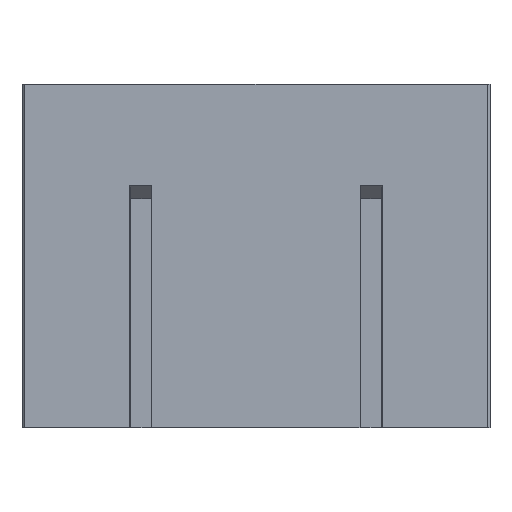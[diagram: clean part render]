
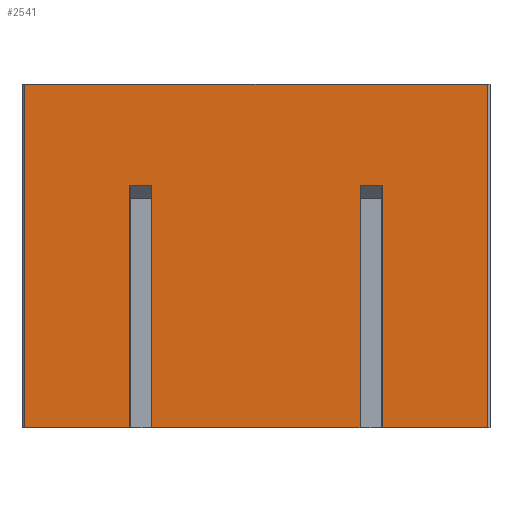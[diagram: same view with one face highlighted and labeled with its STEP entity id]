
A CAD part, front view. The second image highlights one B-rep face of the part: STEP entity #2541.
In plain terms, the highlighted planar face has unit normal (0, -1, 0).
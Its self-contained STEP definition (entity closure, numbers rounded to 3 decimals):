
#45=FACE_OUTER_BOUND('',#184,.T.);
#184=EDGE_LOOP('',(#1809,#1810,#1811,#1812,#1813,#1814,#1815,#1816,#1817,
#1818,#1819,#1820));
#358=LINE('',#3527,#724);
#366=LINE('',#3543,#732);
#374=LINE('',#3559,#740);
#449=LINE('',#3701,#815);
#451=LINE('',#3705,#817);
#452=LINE('',#3706,#818);
#453=LINE('',#3708,#819);
#454=LINE('',#3710,#820);
#455=LINE('',#3711,#821);
#456=LINE('',#3713,#822);
#457=LINE('',#3715,#823);
#458=LINE('',#3716,#824);
#724=VECTOR('',#2860,10.);
#732=VECTOR('',#2868,10.);
#740=VECTOR('',#2876,10.);
#815=VECTOR('',#2961,10.);
#817=VECTOR('',#2965,10.);
#818=VECTOR('',#2966,10.);
#819=VECTOR('',#2967,10.);
#820=VECTOR('',#2968,10.);
#821=VECTOR('',#2969,10.);
#822=VECTOR('',#2970,10.);
#823=VECTOR('',#2971,10.);
#824=VECTOR('',#2972,10.);
#1090=VERTEX_POINT('',#3524);
#1091=VERTEX_POINT('',#3526);
#1098=VERTEX_POINT('',#3540);
#1099=VERTEX_POINT('',#3542);
#1106=VERTEX_POINT('',#3556);
#1107=VERTEX_POINT('',#3558);
#1169=VERTEX_POINT('',#3699);
#1170=VERTEX_POINT('',#3704);
#1171=VERTEX_POINT('',#3707);
#1172=VERTEX_POINT('',#3709);
#1173=VERTEX_POINT('',#3712);
#1174=VERTEX_POINT('',#3714);
#1334=EDGE_CURVE('',#1091,#1090,#358,.T.);
#1342=EDGE_CURVE('',#1099,#1098,#366,.T.);
#1350=EDGE_CURVE('',#1107,#1106,#374,.T.);
#1425=EDGE_CURVE('',#1169,#1090,#449,.T.);
#1427=EDGE_CURVE('',#1170,#1169,#451,.T.);
#1428=EDGE_CURVE('',#1107,#1170,#452,.T.);
#1429=EDGE_CURVE('',#1171,#1106,#453,.T.);
#1430=EDGE_CURVE('',#1171,#1172,#454,.T.);
#1431=EDGE_CURVE('',#1099,#1172,#455,.T.);
#1432=EDGE_CURVE('',#1173,#1098,#456,.T.);
#1433=EDGE_CURVE('',#1173,#1174,#457,.T.);
#1434=EDGE_CURVE('',#1091,#1174,#458,.T.);
#1809=ORIENTED_EDGE('',*,*,#1425,.F.);
#1810=ORIENTED_EDGE('',*,*,#1427,.F.);
#1811=ORIENTED_EDGE('',*,*,#1428,.F.);
#1812=ORIENTED_EDGE('',*,*,#1350,.T.);
#1813=ORIENTED_EDGE('',*,*,#1429,.F.);
#1814=ORIENTED_EDGE('',*,*,#1430,.T.);
#1815=ORIENTED_EDGE('',*,*,#1431,.F.);
#1816=ORIENTED_EDGE('',*,*,#1342,.T.);
#1817=ORIENTED_EDGE('',*,*,#1432,.F.);
#1818=ORIENTED_EDGE('',*,*,#1433,.T.);
#1819=ORIENTED_EDGE('',*,*,#1434,.F.);
#1820=ORIENTED_EDGE('',*,*,#1334,.T.);
#2407=PLANE('',#2689);
#2541=ADVANCED_FACE('',(#45),#2407,.T.);
#2689=AXIS2_PLACEMENT_3D('',#3703,#2963,#2964);
#2860=DIRECTION('',(1.,0.,0.));
#2868=DIRECTION('',(1.,0.,0.));
#2876=DIRECTION('',(1.,0.,0.));
#2961=DIRECTION('',(0.,0.,-1.));
#2963=DIRECTION('center_axis',(0.,-1.,0.));
#2964=DIRECTION('ref_axis',(1.,0.,0.));
#2965=DIRECTION('',(1.,0.,0.));
#2966=DIRECTION('',(0.,0.,1.));
#2967=DIRECTION('',(0.,0.,-1.));
#2968=DIRECTION('',(1.,0.,0.));
#2969=DIRECTION('',(0.,0.,1.));
#2970=DIRECTION('',(0.,0.,-1.));
#2971=DIRECTION('',(1.,0.,0.));
#2972=DIRECTION('',(0.,0.,1.));
#3524=CARTESIAN_POINT('',(-75.6,0.,0.));
#3526=CARTESIAN_POINT('',(-99.5,0.,0.));
#3527=CARTESIAN_POINT('',(-181.2,0.,0.));
#3540=CARTESIAN_POINT('',(-104.5,0.,0.));
#3542=CARTESIAN_POINT('',(-151.7,0.,0.));
#3543=CARTESIAN_POINT('',(-181.2,0.,0.));
#3556=CARTESIAN_POINT('',(-156.7,0.,0.));
#3558=CARTESIAN_POINT('',(-180.6,0.,0.));
#3559=CARTESIAN_POINT('',(-181.2,0.,0.));
#3699=CARTESIAN_POINT('',(-75.6,0.,78.));
#3701=CARTESIAN_POINT('',(-75.6,0.,0.));
#3703=CARTESIAN_POINT('Origin',(-181.2,0.,0.));
#3704=CARTESIAN_POINT('',(-180.6,0.,78.));
#3705=CARTESIAN_POINT('',(-181.2,0.,78.));
#3706=CARTESIAN_POINT('',(-180.6,0.,0.));
#3707=CARTESIAN_POINT('',(-156.7,0.,55.));
#3708=CARTESIAN_POINT('',(-156.7,0.,0.));
#3709=CARTESIAN_POINT('',(-151.7,0.,55.));
#3710=CARTESIAN_POINT('',(-167.7,0.,55.));
#3711=CARTESIAN_POINT('',(-151.7,0.,0.));
#3712=CARTESIAN_POINT('',(-104.5,0.,55.));
#3713=CARTESIAN_POINT('',(-104.5,0.,0.));
#3714=CARTESIAN_POINT('',(-99.5,0.,55.));
#3715=CARTESIAN_POINT('',(-141.6,0.,55.));
#3716=CARTESIAN_POINT('',(-99.5,0.,0.));
